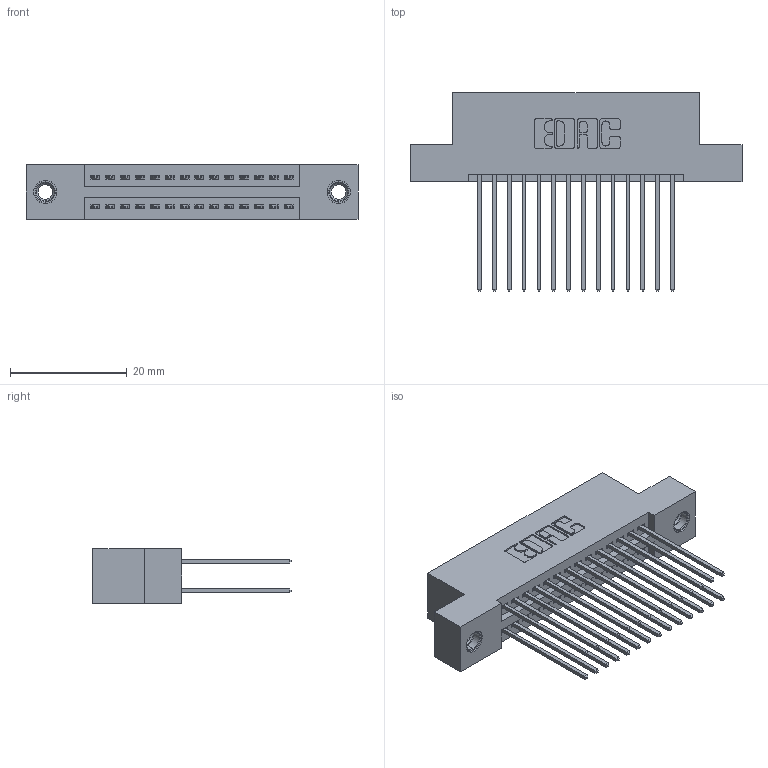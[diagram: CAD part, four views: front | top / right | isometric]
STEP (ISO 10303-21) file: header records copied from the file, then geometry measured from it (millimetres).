
FILE_DESCRIPTION (( 'STEP AP203' ), '1' );
FILE_NAME ('345-028-541-207.STEP', '2019-10-27T21:48:11', ( '' ), ( '' ), 'SwSTEP 2.0', 'SolidWorks 2016', '' );
FILE_SCHEMA (( 'CONFIG_CONTROL_DESIGN' ));
Length unit declared in the file: inch
Products named in the file (4): 345-028-541-207; 345-250-001_345-250-005-103; 345 Part_Flush Mounting Lugs - 0.156 Dia-TI; 345-292-001_345-293-141
Assembly tree (31 placements, depth 2):
  345-028-541-207
    345 Part_Flush Mounting Lugs - 0.156 Dia-TI
    345-292-001_345-293-141  x28
    345-250-001_345-250-005-103  x2
Bounding box: 56.77 x 33.96 x 9.4 mm (x, y, z)
Volume: 5401.8 mm3; surface area: 8225.5 mm2
Topology: 31 solids, 31 shells, 1586 faces, 4649 edges, 3054 vertices
Faces by surface type: plane 1036, cylinder 534, cone 12, torus 4
Entity records: 15958 total; most frequent: CARTESIAN_POINT 2683, ORIENTED_EDGE 2610, DIRECTION 2427, EDGE_CURVE 1305, VECTOR 1097, LINE 1097, VERTEX_POINT 864, AXIS2_PLACEMENT_3D 665
